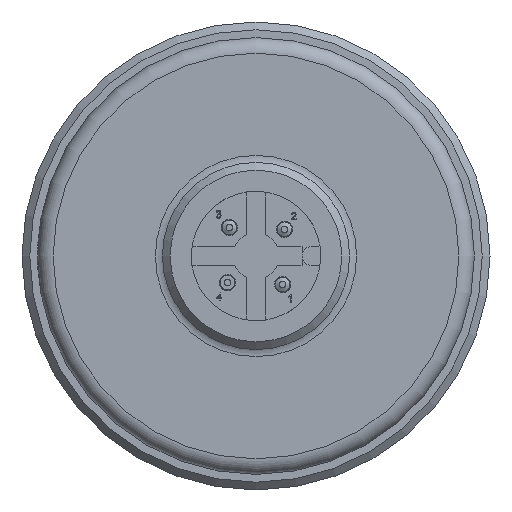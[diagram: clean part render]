
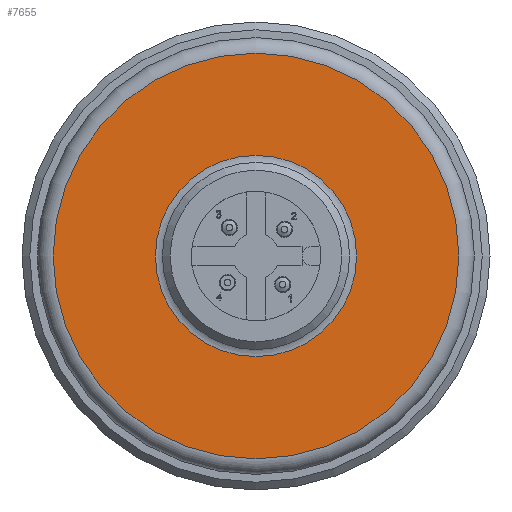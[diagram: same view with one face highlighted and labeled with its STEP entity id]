
A CAD part, front view. The second image highlights one B-rep face of the part: STEP entity #7655.
In plain terms, the highlighted planar face has unit normal (0, -1, 0).
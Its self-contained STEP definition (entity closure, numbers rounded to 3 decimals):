
#39=FACE_BOUND('',#3264,.T.);
#214=PLANE('',#8145);
#2161=CIRCLE('',#8139,6.45);
#2166=CIRCLE('',#8144,6.45);
#2167=CIRCLE('',#8146,13.);
#2168=CIRCLE('',#8147,13.);
#2861=FACE_OUTER_BOUND('',#3263,.T.);
#3263=EDGE_LOOP('',(#6303,#6304));
#3264=EDGE_LOOP('',(#6305,#6306));
#3875=VERTEX_POINT('',#11782);
#3876=VERTEX_POINT('',#11783);
#3880=VERTEX_POINT('',#11794);
#3881=VERTEX_POINT('',#11795);
#4753=EDGE_CURVE('',#3875,#3876,#2161,.T.);
#4758=EDGE_CURVE('',#3876,#3875,#2166,.T.);
#4759=EDGE_CURVE('',#3880,#3881,#2167,.T.);
#4760=EDGE_CURVE('',#3881,#3880,#2168,.T.);
#6303=ORIENTED_EDGE('',*,*,#4759,.F.);
#6304=ORIENTED_EDGE('',*,*,#4760,.F.);
#6305=ORIENTED_EDGE('',*,*,#4753,.F.);
#6306=ORIENTED_EDGE('',*,*,#4758,.F.);
#7655=ADVANCED_FACE('',(#2861,#39),#214,.T.);
#8139=AXIS2_PLACEMENT_3D('',#11784,#9351,#9352);
#8144=AXIS2_PLACEMENT_3D('',#11792,#9361,#9362);
#8145=AXIS2_PLACEMENT_3D('',#11793,#9363,#9364);
#8146=AXIS2_PLACEMENT_3D('',#11796,#9365,#9366);
#8147=AXIS2_PLACEMENT_3D('',#11797,#9367,#9368);
#9351=DIRECTION('center_axis',(0.,-1.,0.));
#9352=DIRECTION('ref_axis',(-1.,0.,0.));
#9361=DIRECTION('center_axis',(0.,-1.,0.));
#9362=DIRECTION('ref_axis',(-1.,0.,0.));
#9363=DIRECTION('center_axis',(0.,-1.,0.));
#9364=DIRECTION('ref_axis',(0.,0.,
-1.));
#9365=DIRECTION('center_axis',(0.,1.,0.));
#9366=DIRECTION('ref_axis',(-1.,0.,0.));
#9367=DIRECTION('center_axis',(0.,1.,0.));
#9368=DIRECTION('ref_axis',(-1.,0.,0.));
#11782=CARTESIAN_POINT('',(9.401,-5.331,18.915));
#11783=CARTESIAN_POINT('',(2.951,-5.331,25.365));
#11784=CARTESIAN_POINT('Origin',(2.951,-5.331,18.915));
#11792=CARTESIAN_POINT('Origin',(2.951,-5.331,18.915));
#11793=CARTESIAN_POINT('Origin',(8.401,-5.331,18.915));
#11794=CARTESIAN_POINT('',(15.951,-5.331,18.915));
#11795=CARTESIAN_POINT('',(2.951,-5.331,31.915));
#11796=CARTESIAN_POINT('Origin',(2.951,-5.331,18.915));
#11797=CARTESIAN_POINT('Origin',(2.951,-5.331,18.915));
